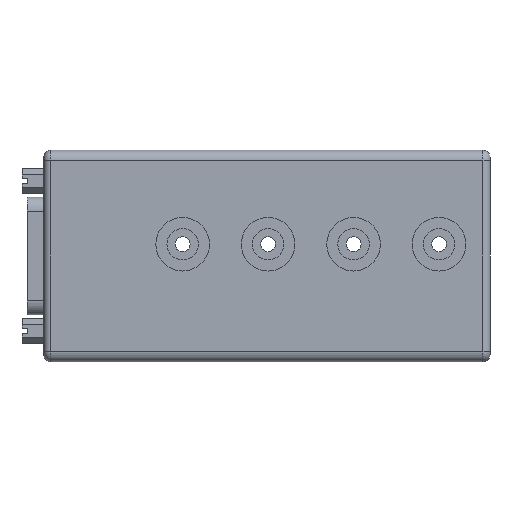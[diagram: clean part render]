
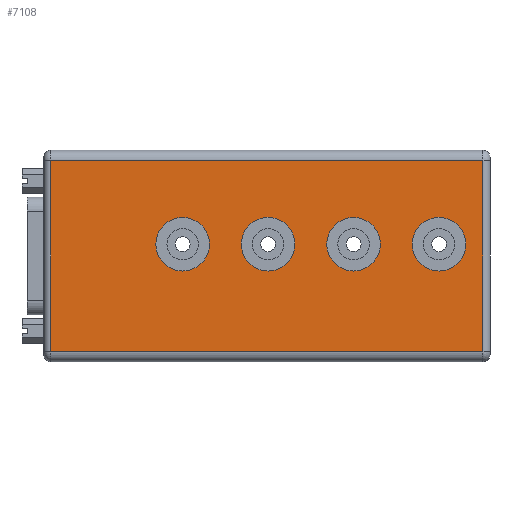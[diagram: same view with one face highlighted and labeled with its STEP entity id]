
A CAD part, front view. The second image highlights one B-rep face of the part: STEP entity #7108.
In plain terms, the highlighted planar face has unit normal (0, -1, 0).
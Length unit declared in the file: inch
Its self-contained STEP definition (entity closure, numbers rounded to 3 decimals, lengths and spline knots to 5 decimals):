
#83 = VERTEX_POINT ( 'NONE', #1027 ) ;
#95 = EDGE_CURVE ( 'NONE', #7837, #2887, #4981, .T. ) ;
#105 = LINE ( 'NONE', #7507, #1582 ) ;
#161 = EDGE_CURVE ( 'NONE', #2628, #3923, #1947, .T. ) ;
#246 = AXIS2_PLACEMENT_3D ( 'NONE', #509, #4894, #1129 ) ;
#456 = VECTOR ( 'NONE', #459, 39.37008 ) ;
#459 = DIRECTION ( 'NONE',  ( -1., 0., 0. ) ) ;
#481 = VERTEX_POINT ( 'NONE', #4789 ) ;
#485 = CARTESIAN_POINT ( 'NONE',  ( 3.907, 0., -1.76 ) ) ;
#509 = CARTESIAN_POINT ( 'NONE',  ( 1.217, 0., -0.822 ) ) ;
#577 = VECTOR ( 'NONE', #3239, 39.37008 ) ;
#694 = CARTESIAN_POINT ( 'NONE',  ( 2.713, 0., -0.822 ) ) ;
#741 = FACE_OUTER_BOUND ( 'NONE', #7259, .T. ) ;
#784 = EDGE_CURVE ( 'NONE', #481, #7931, #105, .T. ) ;
#831 = EDGE_CURVE ( 'NONE', #7931, #5189, #5589, .T. ) ;
#870 = ORIENTED_EDGE ( 'NONE', *, *, #6882, .F. ) ;
#964 = AXIS2_PLACEMENT_3D ( 'NONE', #6598, #2868, #7223 ) ;
#1011 = ORIENTED_EDGE ( 'NONE', *, *, #161, .F. ) ;
#1027 = CARTESIAN_POINT ( 'NONE',  ( 1.965, 0., -1.0565 ) ) ;
#1035 = CARTESIAN_POINT ( 'NONE',  ( 3.461, 0., -0.822 ) ) ;
#1095 = CARTESIAN_POINT ( 'NONE',  ( 2.713, 0., -1.0565 ) ) ;
#1129 = DIRECTION ( 'NONE',  ( 0., 0., 1. ) ) ;
#1161 = CARTESIAN_POINT ( 'NONE',  ( 2.713, 0., -0.5875 ) ) ;
#1196 = ORIENTED_EDGE ( 'NONE', *, *, #2759, .F. ) ;
#1319 = DIRECTION ( 'NONE',  ( 0., 0., 1. ) ) ;
#1396 = AXIS2_PLACEMENT_3D ( 'NONE', #6225, #2495, #6843 ) ;
#1409 = CARTESIAN_POINT ( 'NONE',  ( 2.713, 0., -0.822 ) ) ;
#1570 = CARTESIAN_POINT ( 'NONE',  ( 0.0625, 0., -0.09 ) ) ;
#1582 = VECTOR ( 'NONE', #5642, 39.37008 ) ;
#1684 = DIRECTION ( 'NONE',  ( 0., 0., 1. ) ) ;
#1698 = DIRECTION ( 'NONE',  ( 0., -1., 0. ) ) ;
#1699 = AXIS2_PLACEMENT_3D ( 'NONE', #6245, #2519, #6858 ) ;
#1947 = CIRCLE ( 'NONE', #246, 0.2345 ) ;
#1991 = ORIENTED_EDGE ( 'NONE', *, *, #831, .T. ) ;
#2053 = DIRECTION ( 'NONE',  ( 0., 0., 1. ) ) ;
#2285 = DIRECTION ( 'NONE',  ( 0., 0., -1. ) ) ;
#2293 = CARTESIAN_POINT ( 'NONE',  ( 3.8445, 0., -0.09 ) ) ;
#2311 = CARTESIAN_POINT ( 'NONE',  ( 0.0625, 0., -0.09 ) ) ;
#2426 = FACE_BOUND ( 'NONE', #2536, .T. ) ;
#2446 = DIRECTION ( 'NONE',  ( 0., -1., 0. ) ) ;
#2495 = DIRECTION ( 'NONE',  ( 0., -1., 0. ) ) ;
#2519 = DIRECTION ( 'NONE',  ( 0., -1., 0. ) ) ;
#2536 = EDGE_LOOP ( 'NONE', ( #4778, #4115 ) ) ;
#2628 = VERTEX_POINT ( 'NONE', #5934 ) ;
#2759 = EDGE_CURVE ( 'NONE', #481, #5292, #5458, .T. ) ;
#2767 = VERTEX_POINT ( 'NONE', #1095 ) ;
#2846 = PLANE ( 'NONE',  #964 ) ;
#2868 = DIRECTION ( 'NONE',  ( 0., 1., 0. ) ) ;
#2887 = VERTEX_POINT ( 'NONE', #7975 ) ;
#3096 = LINE ( 'NONE', #2311, #6036 ) ;
#3122 = EDGE_LOOP ( 'NONE', ( #7172, #3775 ) ) ;
#3211 = CARTESIAN_POINT ( 'NONE',  ( 3.907, 0., -0.09 ) ) ;
#3239 = DIRECTION ( 'NONE',  ( -1., 0., 0. ) ) ;
#3411 = CARTESIAN_POINT ( 'NONE',  ( 1.217, 0., -1.0565 ) ) ;
#3421 = AXIS2_PLACEMENT_3D ( 'NONE', #1409, #5788, #2053 ) ;
#3672 = CIRCLE ( 'NONE', #7321, 0.2345 ) ;
#3775 = ORIENTED_EDGE ( 'NONE', *, *, #95, .F. ) ;
#3913 = AXIS2_PLACEMENT_3D ( 'NONE', #1035, #5427, #1684 ) ;
#3915 = EDGE_CURVE ( 'NONE', #2887, #7837, #6751, .T. ) ;
#3923 = VERTEX_POINT ( 'NONE', #3411 ) ;
#4001 = CIRCLE ( 'NONE', #1699, 0.2345 ) ;
#4090 = EDGE_CURVE ( 'NONE', #3923, #2628, #4223, .T. ) ;
#4115 = ORIENTED_EDGE ( 'NONE', *, *, #4666, .F. ) ;
#4223 = CIRCLE ( 'NONE', #1396, 0.2345 ) ;
#4242 = ORIENTED_EDGE ( 'NONE', *, *, #6681, .T. ) ;
#4269 = FACE_BOUND ( 'NONE', #5482, .T. ) ;
#4481 = ORIENTED_EDGE ( 'NONE', *, *, #784, .T. ) ;
#4666 = EDGE_CURVE ( 'NONE', #2767, #6820, #3672, .T. ) ;
#4748 = EDGE_CURVE ( 'NONE', #6820, #2767, #5814, .T. ) ;
#4778 = ORIENTED_EDGE ( 'NONE', *, *, #4748, .F. ) ;
#4789 = CARTESIAN_POINT ( 'NONE',  ( 3.8445, 0., -1.76 ) ) ;
#4792 = CARTESIAN_POINT ( 'NONE',  ( 0.0625, 0., -1.76 ) ) ;
#4894 = DIRECTION ( 'NONE',  ( 0., -1., 0. ) ) ;
#4981 = CIRCLE ( 'NONE', #5010, 0.2345 ) ;
#5010 = AXIS2_PLACEMENT_3D ( 'NONE', #5451, #1698, #6068 ) ;
#5088 = DIRECTION ( 'NONE',  ( 0., -1., 0. ) ) ;
#5189 = VERTEX_POINT ( 'NONE', #1570 ) ;
#5245 = ORIENTED_EDGE ( 'NONE', *, *, #6818, .F. ) ;
#5286 = ORIENTED_EDGE ( 'NONE', *, *, #4090, .F. ) ;
#5292 = VERTEX_POINT ( 'NONE', #4792 ) ;
#5343 = VERTEX_POINT ( 'NONE', #7331 ) ;
#5427 = DIRECTION ( 'NONE',  ( 0., -1., 0. ) ) ;
#5451 = CARTESIAN_POINT ( 'NONE',  ( 3.461, 0., -0.822 ) ) ;
#5458 = LINE ( 'NONE', #485, #456 ) ;
#5482 = EDGE_LOOP ( 'NONE', ( #1011, #5286 ) ) ;
#5589 = LINE ( 'NONE', #3211, #577 ) ;
#5617 = AXIS2_PLACEMENT_3D ( 'NONE', #6165, #2446, #6792 ) ;
#5642 = DIRECTION ( 'NONE',  ( 0., 0., 1. ) ) ;
#5738 = FACE_BOUND ( 'NONE', #6841, .T. ) ;
#5788 = DIRECTION ( 'NONE',  ( 0., -1., 0. ) ) ;
#5814 = CIRCLE ( 'NONE', #3421, 0.2345 ) ;
#5934 = CARTESIAN_POINT ( 'NONE',  ( 1.217, 0., -0.5875 ) ) ;
#6036 = VECTOR ( 'NONE', #2285, 39.37008 ) ;
#6068 = DIRECTION ( 'NONE',  ( 0., 0., 1. ) ) ;
#6165 = CARTESIAN_POINT ( 'NONE',  ( 1.965, 0., -0.822 ) ) ;
#6225 = CARTESIAN_POINT ( 'NONE',  ( 1.217, 0., -0.822 ) ) ;
#6245 = CARTESIAN_POINT ( 'NONE',  ( 1.965, 0., -0.822 ) ) ;
#6598 = CARTESIAN_POINT ( 'NONE',  ( 3.907, 0., -0.09 ) ) ;
#6681 = EDGE_CURVE ( 'NONE', #5189, #5292, #3096, .T. ) ;
#6751 = CIRCLE ( 'NONE', #3913, 0.2345 ) ;
#6792 = DIRECTION ( 'NONE',  ( 0., 0., 1. ) ) ;
#6818 = EDGE_CURVE ( 'NONE', #5343, #83, #8082, .T. ) ;
#6820 = VERTEX_POINT ( 'NONE', #1161 ) ;
#6841 = EDGE_LOOP ( 'NONE', ( #5245, #870 ) ) ;
#6843 = DIRECTION ( 'NONE',  ( 0., 0., 1. ) ) ;
#6858 = DIRECTION ( 'NONE',  ( 0., 0., 1. ) ) ;
#6882 = EDGE_CURVE ( 'NONE', #83, #5343, #4001, .T. ) ;
#7108 = ADVANCED_FACE ( 'NONE', ( #741, #4269, #5738, #2426, #7185 ), #2846, .F. ) ;
#7172 = ORIENTED_EDGE ( 'NONE', *, *, #3915, .F. ) ;
#7185 = FACE_BOUND ( 'NONE', #3122, .T. ) ;
#7223 = DIRECTION ( 'NONE',  ( 0., 0., 1. ) ) ;
#7259 = EDGE_LOOP ( 'NONE', ( #1196, #4481, #1991, #4242 ) ) ;
#7321 = AXIS2_PLACEMENT_3D ( 'NONE', #694, #5088, #1319 ) ;
#7331 = CARTESIAN_POINT ( 'NONE',  ( 1.965, 0., -0.5875 ) ) ;
#7507 = CARTESIAN_POINT ( 'NONE',  ( 3.8445, 0., -0.09 ) ) ;
#7818 = CARTESIAN_POINT ( 'NONE',  ( 3.461, 0., -1.0565 ) ) ;
#7837 = VERTEX_POINT ( 'NONE', #7818 ) ;
#7931 = VERTEX_POINT ( 'NONE', #2293 ) ;
#7975 = CARTESIAN_POINT ( 'NONE',  ( 3.461, 0., -0.5875 ) ) ;
#8082 = CIRCLE ( 'NONE', #5617, 0.2345 ) ;
